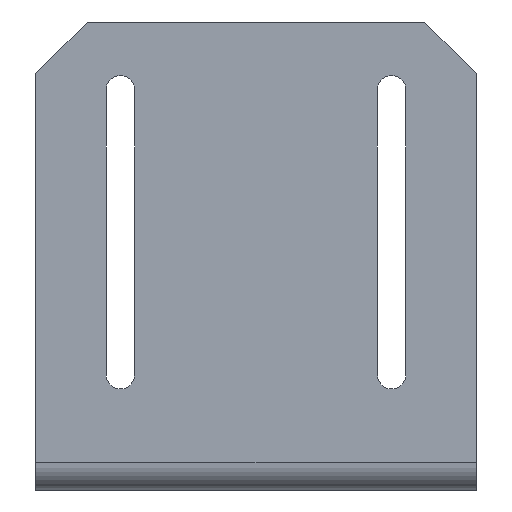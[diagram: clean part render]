
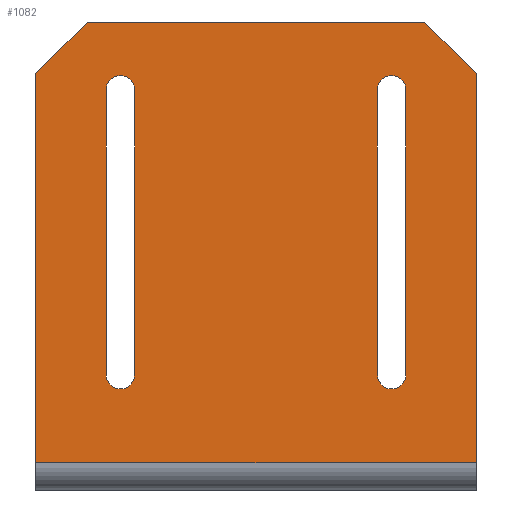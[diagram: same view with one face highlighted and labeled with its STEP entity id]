
A CAD part, front view. The second image highlights one B-rep face of the part: STEP entity #1082.
In plain terms, the highlighted planar face has unit normal (0, -1, 0).
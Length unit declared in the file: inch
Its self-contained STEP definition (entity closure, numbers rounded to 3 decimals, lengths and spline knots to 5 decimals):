
#11 = CARTESIAN_POINT ( 'NONE',  ( 0.70472, -1.35827, 2.32283 ) ) ;
#34 = EDGE_CURVE ( 'NONE', #570, #915, #1549, .T. ) ;
#47 = CARTESIAN_POINT ( 'NONE',  ( 0.97953, -1.35827, 2.71654 ) ) ;
#54 = VERTEX_POINT ( 'NONE', #467 ) ;
#82 = EDGE_CURVE ( 'NONE', #1018, #1063, #1053, .T. ) ;
#86 = LINE ( 'NONE', #757, #1027 ) ;
#102 = VECTOR ( 'NONE', #1245, 39.37008 ) ;
#107 = VECTOR ( 'NONE', #1224, 39.37008 ) ;
#110 = LINE ( 'NONE', #629, #450 ) ;
#143 = DIRECTION ( 'NONE',  ( 0., 1., 0. ) ) ;
#153 = ORIENTED_EDGE ( 'NONE', *, *, #1106, .T. ) ;
#154 = ORIENTED_EDGE ( 'NONE', *, *, #819, .F. ) ;
#155 = ORIENTED_EDGE ( 'NONE', *, *, #904, .T. ) ;
#161 = VECTOR ( 'NONE', #438, 39.37008 ) ;
#162 = CARTESIAN_POINT ( 'NONE',  ( -0.97953, -1.35827, 2.71654 ) ) ;
#186 = VECTOR ( 'NONE', #1107, 39.37008 ) ;
#192 = PLANE ( 'NONE',  #1447 ) ;
#215 = DIRECTION ( 'NONE',  ( 0., 1., 0. ) ) ;
#219 = DIRECTION ( 'NONE',  ( 0., 0., -1. ) ) ;
#231 = VECTOR ( 'NONE', #1493, 39.37008 ) ;
#283 = DIRECTION ( 'NONE',  ( 0., 1., 0. ) ) ;
#313 = CARTESIAN_POINT ( 'NONE',  ( -0.7874, -1.35827, 0.66929 ) ) ;
#339 = CIRCLE ( 'NONE', #1334, 0.08268 ) ;
#366 = CARTESIAN_POINT ( 'NONE',  ( 0.70472, -1.35827, 0.11811 ) ) ;
#382 = CARTESIAN_POINT ( 'NONE',  ( 0.70472, -1.35827, 0.66929 ) ) ;
#387 = DIRECTION ( 'NONE',  ( 0., 0., 1. ) ) ;
#394 = EDGE_CURVE ( 'NONE', #414, #1047, #918, .T. ) ;
#395 = CARTESIAN_POINT ( 'NONE',  ( -1.27953, -1.35827, 0.11811 ) ) ;
#414 = VERTEX_POINT ( 'NONE', #162 ) ;
#424 = CARTESIAN_POINT ( 'NONE',  ( -1.27953, -1.35827, 2.41654 ) ) ;
#431 = CARTESIAN_POINT ( 'NONE',  ( -1.27953, -1.35827, 0.11811 ) ) ;
#432 = ORIENTED_EDGE ( 'NONE', *, *, #1305, .F. ) ;
#438 = DIRECTION ( 'NONE',  ( 0., 0., -1. ) ) ;
#449 = AXIS2_PLACEMENT_3D ( 'NONE', #1040, #143, #387 ) ;
#450 = VECTOR ( 'NONE', #219, 39.37008 ) ;
#467 = CARTESIAN_POINT ( 'NONE',  ( -0.87008, -1.35827, 2.32283 ) ) ;
#474 = CARTESIAN_POINT ( 'NONE',  ( 0.7874, -1.35827, 2.40551 ) ) ;
#486 = EDGE_LOOP ( 'NONE', ( #1417, #1574, #154, #1428, #432, #1303 ) ) ;
#489 = LINE ( 'NONE', #616, #186 ) ;
#492 = EDGE_CURVE ( 'NONE', #1047, #1080, #569, .T. ) ;
#497 = LINE ( 'NONE', #991, #231 ) ;
#500 = CARTESIAN_POINT ( 'NONE',  ( -0.70472, -1.35827, 2.32283 ) ) ;
#551 = CARTESIAN_POINT ( 'NONE',  ( -0.97953, -1.35827, 2.71654 ) ) ;
#569 = LINE ( 'NONE', #431, #161 ) ;
#570 = VERTEX_POINT ( 'NONE', #11 ) ;
#600 = EDGE_CURVE ( 'NONE', #54, #1476, #1156, .T. ) ;
#608 = ORIENTED_EDGE ( 'NONE', *, *, #1587, .T. ) ;
#616 = CARTESIAN_POINT ( 'NONE',  ( 1.27953, -1.35827, 0.11811 ) ) ;
#619 = CARTESIAN_POINT ( 'NONE',  ( 0.7874, -1.35827, 0.66929 ) ) ;
#629 = CARTESIAN_POINT ( 'NONE',  ( 0.87008, -1.35827, 0.11811 ) ) ;
#634 = CARTESIAN_POINT ( 'NONE',  ( 1.27953, -1.35827, 0.15748 ) ) ;
#638 = DIRECTION ( 'NONE',  ( 0., 0., 1. ) ) ;
#657 = CARTESIAN_POINT ( 'NONE',  ( -0.87008, -1.35827, 0.66929 ) ) ;
#679 = AXIS2_PLACEMENT_3D ( 'NONE', #1113, #215, #1475 ) ;
#693 = VERTEX_POINT ( 'NONE', #47 ) ;
#709 = DIRECTION ( 'NONE',  ( 0., 0., 1. ) ) ;
#729 = VERTEX_POINT ( 'NONE', #961 ) ;
#732 = CARTESIAN_POINT ( 'NONE',  ( -0.7874, -1.35827, 2.40551 ) ) ;
#737 = CARTESIAN_POINT ( 'NONE',  ( -0.7874, -1.35827, 2.32283 ) ) ;
#757 = CARTESIAN_POINT ( 'NONE',  ( -0.70472, -1.35827, 0.11811 ) ) ;
#760 = CARTESIAN_POINT ( 'NONE',  ( 0.97953, -1.35827, 2.71654 ) ) ;
#780 = CARTESIAN_POINT ( 'NONE',  ( 0.87008, -1.35827, 0.66929 ) ) ;
#818 = VECTOR ( 'NONE', #1020, 39.37008 ) ;
#819 = EDGE_CURVE ( 'NONE', #1560, #1420, #489, .T. ) ;
#822 = DIRECTION ( 'NONE',  ( 0., 0., 1. ) ) ;
#829 = DIRECTION ( 'NONE',  ( 0., 1., 0. ) ) ;
#835 = ORIENTED_EDGE ( 'NONE', *, *, #600, .T. ) ;
#839 = AXIS2_PLACEMENT_3D ( 'NONE', #1254, #1533, #1012 ) ;
#857 = LINE ( 'NONE', #760, #1362 ) ;
#862 = CARTESIAN_POINT ( 'NONE',  ( 1.27953, -1.35827, 2.41654 ) ) ;
#867 = EDGE_CURVE ( 'NONE', #1080, #1420, #1244, .T. ) ;
#904 = EDGE_CURVE ( 'NONE', #1476, #1371, #339, .T. ) ;
#909 = EDGE_CURVE ( 'NONE', #1560, #693, #857, .T. ) ;
#915 = VERTEX_POINT ( 'NONE', #474 ) ;
#917 = EDGE_CURVE ( 'NONE', #729, #1065, #110, .T. ) ;
#918 = LINE ( 'NONE', #551, #1154 ) ;
#923 = FACE_BOUND ( 'NONE', #1484, .T. ) ;
#938 = ORIENTED_EDGE ( 'NONE', *, *, #917, .T. ) ;
#961 = CARTESIAN_POINT ( 'NONE',  ( 0.87008, -1.35827, 2.32283 ) ) ;
#972 = DIRECTION ( 'NONE',  ( 0., 0., 1. ) ) ;
#986 = LINE ( 'NONE', #366, #102 ) ;
#991 = CARTESIAN_POINT ( 'NONE',  ( -1.27953, -1.35827, 2.71654 ) ) ;
#996 = CARTESIAN_POINT ( 'NONE',  ( -0.70472, -1.35827, 0.66929 ) ) ;
#1012 = DIRECTION ( 'NONE',  ( 0., 0., 1. ) ) ;
#1018 = VERTEX_POINT ( 'NONE', #996 ) ;
#1020 = DIRECTION ( 'NONE',  ( 0., 0., 1. ) ) ;
#1027 = VECTOR ( 'NONE', #1088, 39.37008 ) ;
#1028 = ORIENTED_EDGE ( 'NONE', *, *, #1364, .T. ) ;
#1040 = CARTESIAN_POINT ( 'NONE',  ( -0.7874, -1.35827, 2.32283 ) ) ;
#1047 = VERTEX_POINT ( 'NONE', #424 ) ;
#1053 = CIRCLE ( 'NONE', #1184, 0.08268 ) ;
#1058 = ORIENTED_EDGE ( 'NONE', *, *, #1160, .T. ) ;
#1063 = VERTEX_POINT ( 'NONE', #657 ) ;
#1065 = VERTEX_POINT ( 'NONE', #780 ) ;
#1071 = CARTESIAN_POINT ( 'NONE',  ( -0.87008, -1.35827, 0.11811 ) ) ;
#1080 = VERTEX_POINT ( 'NONE', #1387 ) ;
#1082 = ADVANCED_FACE ( 'NONE', ( #923, #1418, #1292 ), #192, .F. ) ;
#1088 = DIRECTION ( 'NONE',  ( 0., 0., -1. ) ) ;
#1098 = DIRECTION ( 'NONE',  ( 0., 1., 0. ) ) ;
#1106 = EDGE_CURVE ( 'NONE', #1063, #54, #1399, .T. ) ;
#1107 = DIRECTION ( 'NONE',  ( 0., 0., -1. ) ) ;
#1113 = CARTESIAN_POINT ( 'NONE',  ( 0.7874, -1.35827, 2.32283 ) ) ;
#1149 = ORIENTED_EDGE ( 'NONE', *, *, #34, .T. ) ;
#1154 = VECTOR ( 'NONE', #1284, 39.37008 ) ;
#1156 = CIRCLE ( 'NONE', #449, 0.08268 ) ;
#1158 = ORIENTED_EDGE ( 'NONE', *, *, #82, .T. ) ;
#1160 = EDGE_CURVE ( 'NONE', #915, #729, #1161, .T. ) ;
#1161 = CIRCLE ( 'NONE', #679, 0.08268 ) ;
#1176 = ORIENTED_EDGE ( 'NONE', *, *, #1456, .T. ) ;
#1183 = CIRCLE ( 'NONE', #1550, 0.08268 ) ;
#1184 = AXIS2_PLACEMENT_3D ( 'NONE', #313, #829, #822 ) ;
#1224 = DIRECTION ( 'NONE',  ( 1., 0., 0. ) ) ;
#1244 = LINE ( 'NONE', #634, #107 ) ;
#1245 = DIRECTION ( 'NONE',  ( 0., 0., 1. ) ) ;
#1254 = CARTESIAN_POINT ( 'NONE',  ( 0.7874, -1.35827, 2.32283 ) ) ;
#1264 = VERTEX_POINT ( 'NONE', #382 ) ;
#1284 = DIRECTION ( 'NONE',  ( -0.707, 0., -0.707 ) ) ;
#1292 = FACE_OUTER_BOUND ( 'NONE', #486, .T. ) ;
#1303 = ORIENTED_EDGE ( 'NONE', *, *, #394, .T. ) ;
#1305 = EDGE_CURVE ( 'NONE', #414, #693, #497, .T. ) ;
#1334 = AXIS2_PLACEMENT_3D ( 'NONE', #737, #1489, #972 ) ;
#1342 = DIRECTION ( 'NONE',  ( -0.707, 0., 0.707 ) ) ;
#1362 = VECTOR ( 'NONE', #1342, 39.37008 ) ;
#1364 = EDGE_CURVE ( 'NONE', #1065, #1264, #1183, .T. ) ;
#1371 = VERTEX_POINT ( 'NONE', #500 ) ;
#1387 = CARTESIAN_POINT ( 'NONE',  ( -1.27953, -1.35827, 0.15748 ) ) ;
#1399 = LINE ( 'NONE', #1071, #818 ) ;
#1417 = ORIENTED_EDGE ( 'NONE', *, *, #492, .T. ) ;
#1418 = FACE_BOUND ( 'NONE', #1559, .T. ) ;
#1420 = VERTEX_POINT ( 'NONE', #1603 ) ;
#1428 = ORIENTED_EDGE ( 'NONE', *, *, #909, .T. ) ;
#1447 = AXIS2_PLACEMENT_3D ( 'NONE', #395, #283, #709 ) ;
#1456 = EDGE_CURVE ( 'NONE', #1264, #570, #986, .T. ) ;
#1475 = DIRECTION ( 'NONE',  ( 0., 0., 1. ) ) ;
#1476 = VERTEX_POINT ( 'NONE', #732 ) ;
#1484 = EDGE_LOOP ( 'NONE', ( #608, #1158, #153, #835, #155 ) ) ;
#1489 = DIRECTION ( 'NONE',  ( 0., 1., 0. ) ) ;
#1493 = DIRECTION ( 'NONE',  ( 1., 0., 0. ) ) ;
#1533 = DIRECTION ( 'NONE',  ( 0., 1., 0. ) ) ;
#1549 = CIRCLE ( 'NONE', #839, 0.08268 ) ;
#1550 = AXIS2_PLACEMENT_3D ( 'NONE', #619, #1098, #638 ) ;
#1559 = EDGE_LOOP ( 'NONE', ( #938, #1028, #1176, #1149, #1058 ) ) ;
#1560 = VERTEX_POINT ( 'NONE', #862 ) ;
#1574 = ORIENTED_EDGE ( 'NONE', *, *, #867, .T. ) ;
#1587 = EDGE_CURVE ( 'NONE', #1371, #1018, #86, .T. ) ;
#1603 = CARTESIAN_POINT ( 'NONE',  ( 1.27953, -1.35827, 0.15748 ) ) ;
